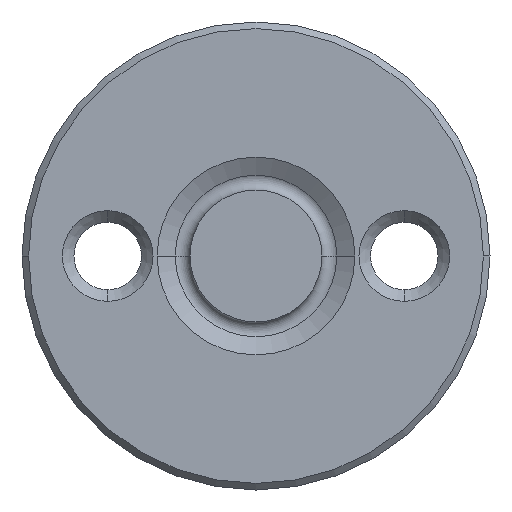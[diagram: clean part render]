
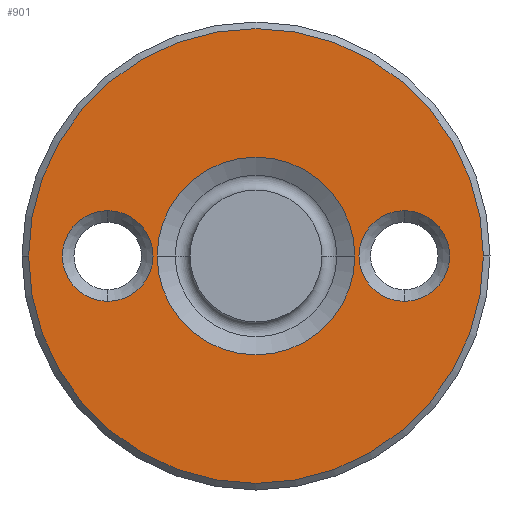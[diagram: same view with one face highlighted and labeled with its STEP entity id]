
A CAD part, front view. The second image highlights one B-rep face of the part: STEP entity #901.
In plain terms, the highlighted planar face has unit normal (0, -1, 0).
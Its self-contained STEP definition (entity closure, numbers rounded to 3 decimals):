
#4 = VERTEX_POINT ( 'NONE', #650 ) ;
#9 = CARTESIAN_POINT ( 'NONE',  ( 0., -5., 0. ) ) ;
#12 = DIRECTION ( 'NONE',  ( 0., -1., 0. ) ) ;
#31 = CIRCLE ( 'NONE', #889, 1.375 ) ;
#62 = PLANE ( 'NONE',  #167 ) ;
#65 = VERTEX_POINT ( 'NONE', #156 ) ;
#70 = DIRECTION ( 'NONE',  ( 0., 0., -1. ) ) ;
#90 = VERTEX_POINT ( 'NONE', #220 ) ;
#98 = DIRECTION ( 'NONE',  ( -1., 0., 0. ) ) ;
#99 = VERTEX_POINT ( 'NONE', #246 ) ;
#105 = DIRECTION ( 'NONE',  ( 0., 1., 0. ) ) ;
#108 = VERTEX_POINT ( 'NONE', #805 ) ;
#116 = EDGE_LOOP ( 'NONE', ( #975, #689 ) ) ;
#127 = EDGE_LOOP ( 'NONE', ( #317, #485 ) ) ;
#150 = EDGE_CURVE ( 'NONE', #65, #90, #1055, .T. ) ;
#153 = DIRECTION ( 'NONE',  ( 0., -1., 0. ) ) ;
#156 = CARTESIAN_POINT ( 'NONE',  ( -4.5, -5., -1.375 ) ) ;
#167 = AXIS2_PLACEMENT_3D ( 'NONE', #1037, #760, #662 ) ;
#171 = EDGE_CURVE ( 'NONE', #4, #803, #1075, .T. ) ;
#181 = AXIS2_PLACEMENT_3D ( 'NONE', #388, #12, #776 ) ;
#202 = CARTESIAN_POINT ( 'NONE',  ( -6.9, -5., 0. ) ) ;
#220 = CARTESIAN_POINT ( 'NONE',  ( -4.5, -5., 1.375 ) ) ;
#221 = AXIS2_PLACEMENT_3D ( 'NONE', #771, #858, #402 ) ;
#246 = CARTESIAN_POINT ( 'NONE',  ( 3., -5., 0. ) ) ;
#288 = CARTESIAN_POINT ( 'NONE',  ( 4.5, -5., 1.375 ) ) ;
#315 = DIRECTION ( 'NONE',  ( 0., 0., -1. ) ) ;
#317 = ORIENTED_EDGE ( 'NONE', *, *, #736, .T. ) ;
#355 = DIRECTION ( 'NONE',  ( 0., -1., 0. ) ) ;
#380 = EDGE_CURVE ( 'NONE', #108, #397, #1095, .T. ) ;
#388 = CARTESIAN_POINT ( 'NONE',  ( -4.5, -5., 0. ) ) ;
#397 = VERTEX_POINT ( 'NONE', #202 ) ;
#398 = CIRCLE ( 'NONE', #713, 3. ) ;
#402 = DIRECTION ( 'NONE',  ( -1., 0., 0. ) ) ;
#405 = EDGE_LOOP ( 'NONE', ( #527, #884 ) ) ;
#408 = CIRCLE ( 'NONE', #1209, 3. ) ;
#442 = FACE_BOUND ( 'NONE', #405, .T. ) ;
#485 = ORIENTED_EDGE ( 'NONE', *, *, #380, .T. ) ;
#486 = DIRECTION ( 'NONE',  ( -1., 0., 0. ) ) ;
#507 = ORIENTED_EDGE ( 'NONE', *, *, #959, .F. ) ;
#526 = AXIS2_PLACEMENT_3D ( 'NONE', #1204, #1115, #908 ) ;
#527 = ORIENTED_EDGE ( 'NONE', *, *, #150, .F. ) ;
#546 = CARTESIAN_POINT ( 'NONE',  ( 4.5, -5., 0. ) ) ;
#581 = CARTESIAN_POINT ( 'NONE',  ( 0., -5., 0. ) ) ;
#623 = CIRCLE ( 'NONE', #181, 1.375 ) ;
#650 = CARTESIAN_POINT ( 'NONE',  ( 4.5, -5., -1.375 ) ) ;
#662 = DIRECTION ( 'NONE',  ( -1., 0., 0. ) ) ;
#667 = DIRECTION ( 'NONE',  ( 0., 1., 0. ) ) ;
#689 = ORIENTED_EDGE ( 'NONE', *, *, #1126, .T. ) ;
#713 = AXIS2_PLACEMENT_3D ( 'NONE', #581, #105, #486 ) ;
#728 = AXIS2_PLACEMENT_3D ( 'NONE', #1219, #355, #740 ) ;
#736 = EDGE_CURVE ( 'NONE', #397, #108, #930, .T. ) ;
#740 = DIRECTION ( 'NONE',  ( -1., 0., 0. ) ) ;
#760 = DIRECTION ( 'NONE',  ( 0., 1., 0. ) ) ;
#771 = CARTESIAN_POINT ( 'NONE',  ( 0., -5., 0. ) ) ;
#776 = DIRECTION ( 'NONE',  ( 0., 0., -1. ) ) ;
#798 = EDGE_CURVE ( 'NONE', #90, #65, #623, .T. ) ;
#803 = VERTEX_POINT ( 'NONE', #288 ) ;
#805 = CARTESIAN_POINT ( 'NONE',  ( 6.9, -5., 0. ) ) ;
#843 = FACE_BOUND ( 'NONE', #962, .T. ) ;
#858 = DIRECTION ( 'NONE',  ( 0., -1., 0. ) ) ;
#884 = ORIENTED_EDGE ( 'NONE', *, *, #798, .F. ) ;
#889 = AXIS2_PLACEMENT_3D ( 'NONE', #546, #932, #70 ) ;
#901 = ADVANCED_FACE ( 'NONE', ( #1228, #1238, #442, #843 ), #62, .F. ) ;
#908 = DIRECTION ( 'NONE',  ( 0., 0., -1. ) ) ;
#930 = CIRCLE ( 'NONE', #221, 6.9 ) ;
#932 = DIRECTION ( 'NONE',  ( 0., -1., 0. ) ) ;
#959 = EDGE_CURVE ( 'NONE', #803, #4, #31, .T. ) ;
#962 = EDGE_LOOP ( 'NONE', ( #1073, #507 ) ) ;
#975 = ORIENTED_EDGE ( 'NONE', *, *, #1042, .T. ) ;
#1037 = CARTESIAN_POINT ( 'NONE',  ( 3., -5., 0. ) ) ;
#1042 = EDGE_CURVE ( 'NONE', #99, #1162, #408, .T. ) ;
#1055 = CIRCLE ( 'NONE', #1160, 1.375 ) ;
#1073 = ORIENTED_EDGE ( 'NONE', *, *, #171, .F. ) ;
#1075 = CIRCLE ( 'NONE', #526, 1.375 ) ;
#1095 = CIRCLE ( 'NONE', #728, 6.9 ) ;
#1115 = DIRECTION ( 'NONE',  ( 0., -1., 0. ) ) ;
#1126 = EDGE_CURVE ( 'NONE', #1162, #99, #398, .T. ) ;
#1160 = AXIS2_PLACEMENT_3D ( 'NONE', #1194, #153, #315 ) ;
#1162 = VERTEX_POINT ( 'NONE', #1174 ) ;
#1174 = CARTESIAN_POINT ( 'NONE',  ( -3., -5., 0. ) ) ;
#1194 = CARTESIAN_POINT ( 'NONE',  ( -4.5, -5., 0. ) ) ;
#1204 = CARTESIAN_POINT ( 'NONE',  ( 4.5, -5., 0. ) ) ;
#1209 = AXIS2_PLACEMENT_3D ( 'NONE', #9, #667, #98 ) ;
#1219 = CARTESIAN_POINT ( 'NONE',  ( 0., -5., 0. ) ) ;
#1228 = FACE_OUTER_BOUND ( 'NONE', #127, .T. ) ;
#1238 = FACE_BOUND ( 'NONE', #116, .T. ) ;
